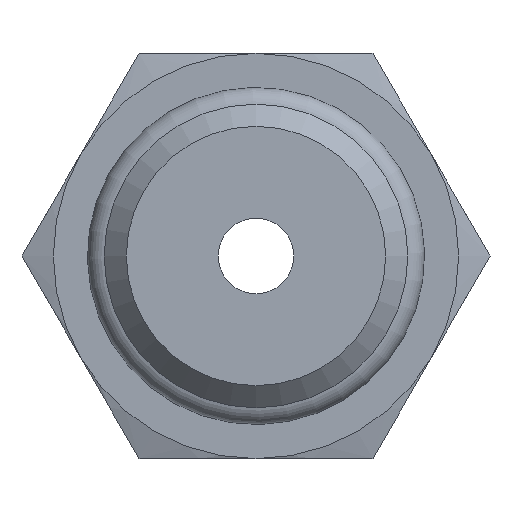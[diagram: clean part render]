
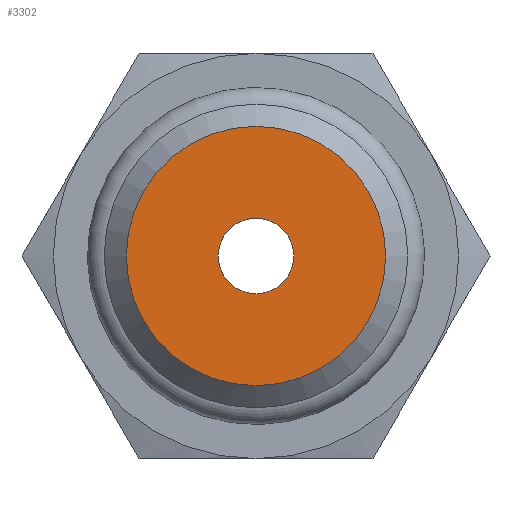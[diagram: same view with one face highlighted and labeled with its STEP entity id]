
A CAD part, left-side view. The second image highlights one B-rep face of the part: STEP entity #3302.
In plain terms, the highlighted planar face has unit normal (-1, 0, 0).
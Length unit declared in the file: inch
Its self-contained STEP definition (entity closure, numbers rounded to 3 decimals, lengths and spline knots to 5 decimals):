
#3191=CARTESIAN_POINT('',(-0.47,-0.07,0.));
#3192=VERTEX_POINT('',#3191);
#3193=CARTESIAN_POINT('',(-0.47,0.,0.));
#3194=DIRECTION('',(1.0,0.0,0.0));
#3195=DIRECTION('',(0.0,-1.0,0.0));
#3196=AXIS2_PLACEMENT_3D('',#3193,#3194,#3195);
#3197=CIRCLE('',#3196,0.07);
#3198=EDGE_CURVE('',#3192,#3192,#3197,.T.);
#3276=CARTESIAN_POINT('',(-0.47,0.,0.24));
#3277=VERTEX_POINT('',#3276);
#3278=CARTESIAN_POINT('',(-0.47,0.,0.));
#3279=DIRECTION('',(1.0,0.0,0.0));
#3280=DIRECTION('',(0.0,0.0,-1.0));
#3281=AXIS2_PLACEMENT_3D('',#3278,#3279,#3280);
#3282=CIRCLE('',#3281,0.24);
#3283=EDGE_CURVE('',#3277,#3277,#3282,.T.);
#3291=CARTESIAN_POINT('',(-0.47,0.,0.));
#3292=DIRECTION('',(1.0,0.0,0.0));
#3293=DIRECTION('',(0.0,0.0,-1.0));
#3294=AXIS2_PLACEMENT_3D('',#3291,#3292,#3293);
#3295=PLANE('',#3294);
#3296=ORIENTED_EDGE('',*,*,#3283,.F.);
#3297=EDGE_LOOP('',(#3296));
#3298=FACE_OUTER_BOUND('',#3297,.T.);
#3299=ORIENTED_EDGE('',*,*,#3198,.T.);
#3300=EDGE_LOOP('',(#3299));
#3301=FACE_BOUND('',#3300,.T.);
#3302=ADVANCED_FACE('',(#3298,#3301),#3295,.F.);
